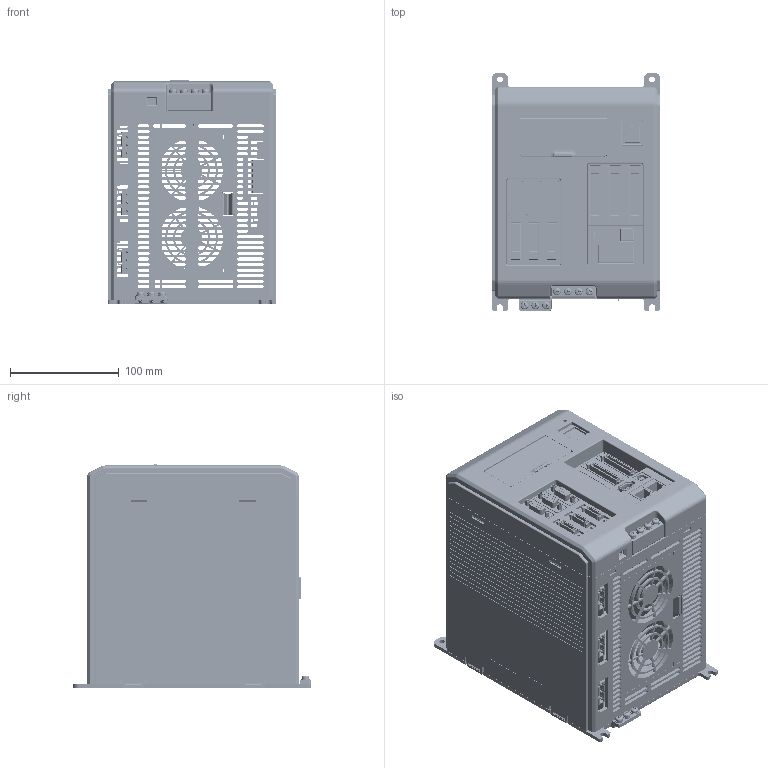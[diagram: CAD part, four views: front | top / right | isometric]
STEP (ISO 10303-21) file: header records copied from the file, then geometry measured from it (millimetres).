
FILE_DESCRIPTION(('HOOPS Exchange Step'),'2;1');
FILE_NAME('export-F8F61386-37FE-4A8A-9D95-F5E2E1CD027A.stp','2024-05-10T12:24:35+02:00',('Engineering'),('Alibre'),'HOOPS Exchange 2023.0','Alibre','Unknown authorisation');
FILE_SCHEMA( ('AP242_MANAGED_MODEL_BASED_3D_ENGINEERING_MIM_LF {1 0 10303 442 1 1 4 }') );
Length unit declared in the file: millimetre
Products named in the file (1): 5018 Multi-Axis AC Servo Drive 3x1500W ASD-M-1521-M (CANopen)
Bounding box: 155 x 219 x 206.5 mm (x, y, z)
Surface area: 742482.5 mm2 (no closed solid volume)
Topology: 0 solids, 51 shells, 7720 faces, 20565 edges, 13329 vertices
Faces by surface type: cylinder 3893, plane 3151, bspline 498, cone 134, sphere 44
Entity records: 297026 total; most frequent: CARTESIAN_POINT 100302, DIRECTION 41546, ORIENTED_EDGE 40809, EDGE_CURVE 20453, AXIS2_PLACEMENT_3D 14957, VERTEX_POINT 13329, VECTOR 11632, LINE 11632
